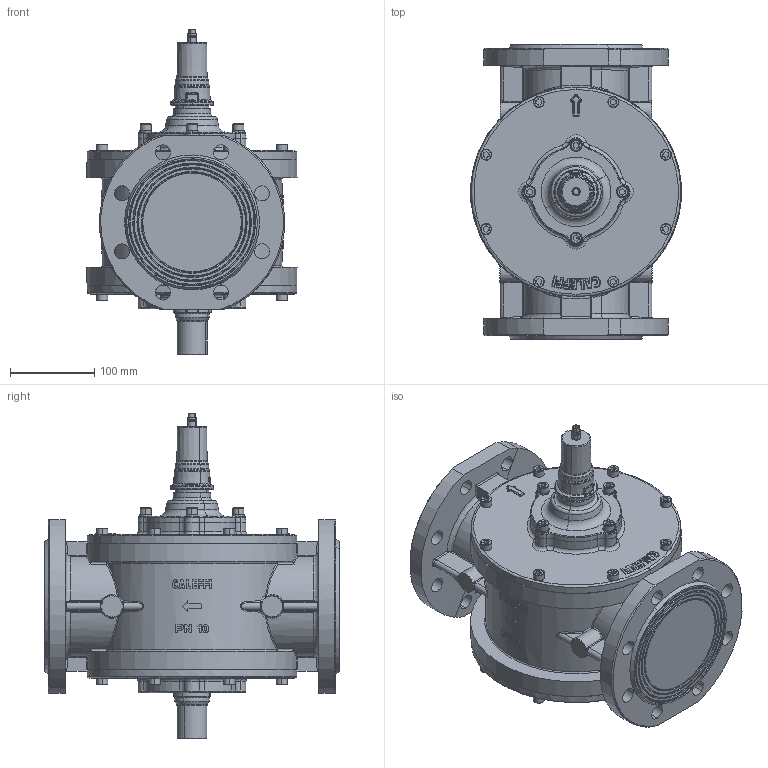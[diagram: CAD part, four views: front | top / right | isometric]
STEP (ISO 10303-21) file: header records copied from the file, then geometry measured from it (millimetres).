
FILE_DESCRIPTION(('CATIA V5 STEP Exchange','CAx-IF Rec.Pracs.--- Model Styling and Organization---1.4--- 2014-01-23','CAx-IF Rec.Pracs.---3D Tessellated Data Validation Properties---0.5---2014-09-14'),'2;1');
FILE_NAME('STEP_540100_-_TST.stp','2021-11-26T07:37:01+00:00',('none'),('none'),'CATIA Version 5-6 Release 2019 SP3','CATIA V5 STEP AP242 v1','none');
FILE_SCHEMA(('AP242_MANAGED_MODEL_BASED_3D_ENGINEERING_MIM_LF {1 0 10303 442 1 1 4}'));
Products named in the file (1): 540100 - TST
Bounding box: 250.05 x 350 x 386.2 mm (x, y, z)
Volume: 10499261.8 mm3; surface area: 475097.2 mm2
Topology: 2 solids, 2 shells, 2256 faces, 5355 edges, 3035 vertices
Faces by surface type: cylinder 784, plane 591, bspline 283, torus 254, sphere 174, cone 170
Entity records: 79990 total; most frequent: CARTESIAN_POINT 34783, ORIENTED_EDGE 10362, DIRECTION 6977, EDGE_CURVE 5181, AXIS2_PLACEMENT_3D 3445, VERTEX_POINT 3035, EDGE_LOOP 2409, ADVANCED_FACE 2256
